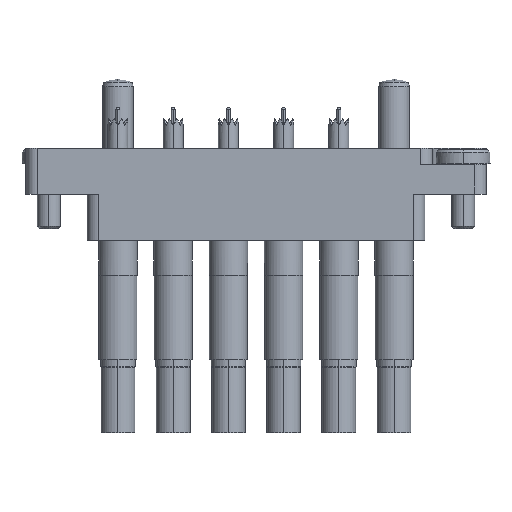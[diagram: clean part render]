
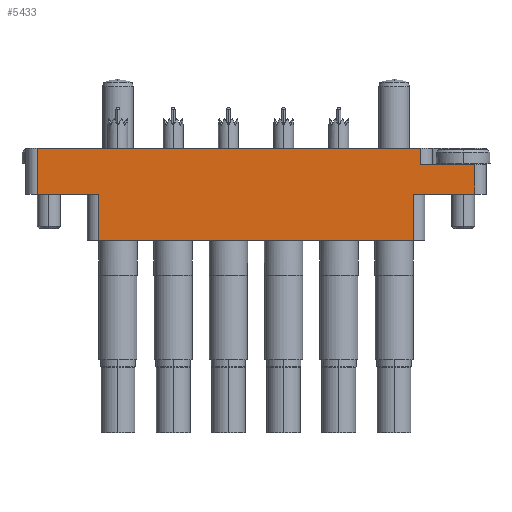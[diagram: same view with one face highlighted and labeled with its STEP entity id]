
A CAD part, left-side view. The second image highlights one B-rep face of the part: STEP entity #5433.
In plain terms, the highlighted face is planar.
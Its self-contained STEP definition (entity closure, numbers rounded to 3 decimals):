
#28 = DIRECTION ( 'NONE',  ( 1., 0., 0. ) ) ;
#298 = EDGE_CURVE ( 'NONE', #10042, #2898, #11548, .T. ) ;
#332 = ORIENTED_EDGE ( 'NONE', *, *, #18736, .T. ) ;
#566 = VECTOR ( 'NONE', #2665, 1000. ) ;
#800 = DIRECTION ( 'NONE',  ( -1., 0., 0. ) ) ;
#814 = ORIENTED_EDGE ( 'NONE', *, *, #16508, .T. ) ;
#1288 = DIRECTION ( 'NONE',  ( 0., 1., 0. ) ) ;
#1997 = ORIENTED_EDGE ( 'NONE', *, *, #17423, .F. ) ;
#2665 = DIRECTION ( 'NONE',  ( -1., 0., 0. ) ) ;
#2720 = EDGE_CURVE ( 'NONE', #14329, #11601, #6608, .T. ) ;
#2898 = VERTEX_POINT ( 'NONE', #18818 ) ;
#4322 = EDGE_CURVE ( 'NONE', #8878, #25313, #7461, .T. ) ;
#4776 = DIRECTION ( 'NONE',  ( 1., 0., 0. ) ) ;
#5173 = LINE ( 'NONE', #5307, #9914 ) ;
#5280 = DIRECTION ( 'NONE',  ( 0., 1., 0. ) ) ;
#5307 = CARTESIAN_POINT ( 'NONE',  ( -30., 6., 14.35 ) ) ;
#5433 = ADVANCED_FACE ( 'NONE', ( #8805 ), #12527, .F. ) ;
#5505 = CARTESIAN_POINT ( 'NONE',  ( -28.5, 0., 14.35 ) ) ;
#5566 = CARTESIAN_POINT ( 'NONE',  ( 20.5, 0., 14.35 ) ) ;
#6479 = VECTOR ( 'NONE', #28, 1000. ) ;
#6608 = LINE ( 'NONE', #10867, #18066 ) ;
#7124 = CARTESIAN_POINT ( 'NONE',  ( 28.5, 3.9, 14.35 ) ) ;
#7461 = LINE ( 'NONE', #11330, #20265 ) ;
#8805 = FACE_OUTER_BOUND ( 'NONE', #16179, .T. ) ;
#8819 = CARTESIAN_POINT ( 'NONE',  ( 30., 0., 14.35 ) ) ;
#8878 = VERTEX_POINT ( 'NONE', #21471 ) ;
#9914 = VECTOR ( 'NONE', #4776, 1000. ) ;
#10042 = VERTEX_POINT ( 'NONE', #19156 ) ;
#10867 = CARTESIAN_POINT ( 'NONE',  ( 30., 0., 14.35 ) ) ;
#11166 = VERTEX_POINT ( 'NONE', #17133 ) ;
#11205 = DIRECTION ( 'NONE',  ( -1., 0., 0. ) ) ;
#11330 = CARTESIAN_POINT ( 'NONE',  ( -22., -6., 14.35 ) ) ;
#11386 = LINE ( 'NONE', #7124, #11941 ) ;
#11548 = LINE ( 'NONE', #23548, #12480 ) ;
#11601 = VERTEX_POINT ( 'NONE', #15630 ) ;
#11661 = CARTESIAN_POINT ( 'NONE',  ( -20.5, 0., 14.35 ) ) ;
#11781 = AXIS2_PLACEMENT_3D ( 'NONE', #16808, #20796, #800 ) ;
#11807 = ORIENTED_EDGE ( 'NONE', *, *, #15302, .F. ) ;
#11941 = VECTOR ( 'NONE', #21396, 1000. ) ;
#12167 = LINE ( 'NONE', #12294, #6479 ) ;
#12294 = CARTESIAN_POINT ( 'NONE',  ( 30., 3.9, 14.35 ) ) ;
#12480 = VECTOR ( 'NONE', #5280, 1000. ) ;
#12527 = PLANE ( 'NONE',  #11781 ) ;
#12835 = VERTEX_POINT ( 'NONE', #21427 ) ;
#13171 = EDGE_CURVE ( 'NONE', #11166, #12835, #11386, .T. ) ;
#14224 = VECTOR ( 'NONE', #1288, 1000. ) ;
#14329 = VERTEX_POINT ( 'NONE', #11661 ) ;
#14456 = EDGE_CURVE ( 'NONE', #10042, #12835, #12167, .T. ) ;
#15302 = EDGE_CURVE ( 'NONE', #11166, #16512, #18957, .T. ) ;
#15376 = LINE ( 'NONE', #5505, #19807 ) ;
#15630 = CARTESIAN_POINT ( 'NONE',  ( -28.5, 0., 14.35 ) ) ;
#16179 = EDGE_LOOP ( 'NONE', ( #21738, #814, #11807, #23425, #22737, #22265, #1997, #332, #24802, #20230 ) ) ;
#16388 = EDGE_CURVE ( 'NONE', #14329, #25313, #16913, .T. ) ;
#16508 = EDGE_CURVE ( 'NONE', #8878, #16512, #23702, .T. ) ;
#16512 = VERTEX_POINT ( 'NONE', #5566 ) ;
#16808 = CARTESIAN_POINT ( 'NONE',  ( -30., 0., 14.35 ) ) ;
#16913 = LINE ( 'NONE', #23178, #21879 ) ;
#17133 = CARTESIAN_POINT ( 'NONE',  ( 28.5, 0., 14.35 ) ) ;
#17423 = EDGE_CURVE ( 'NONE', #18657, #2898, #5173, .T. ) ;
#18066 = VECTOR ( 'NONE', #19013, 1000. ) ;
#18657 = VERTEX_POINT ( 'NONE', #22839 ) ;
#18681 = CARTESIAN_POINT ( 'NONE',  ( -20.5, -6., 14.35 ) ) ;
#18736 = EDGE_CURVE ( 'NONE', #18657, #11601, #15376, .T. ) ;
#18818 = CARTESIAN_POINT ( 'NONE',  ( 21.5, 6., 14.35 ) ) ;
#18957 = LINE ( 'NONE', #8819, #566 ) ;
#19013 = DIRECTION ( 'NONE',  ( -1., 0., 0. ) ) ;
#19156 = CARTESIAN_POINT ( 'NONE',  ( 21.5, 3.9, 14.35 ) ) ;
#19583 = CARTESIAN_POINT ( 'NONE',  ( 20.5, 0., 14.35 ) ) ;
#19807 = VECTOR ( 'NONE', #25902, 1000. ) ;
#20230 = ORIENTED_EDGE ( 'NONE', *, *, #16388, .T. ) ;
#20265 = VECTOR ( 'NONE', #11205, 1000. ) ;
#20796 = DIRECTION ( 'NONE',  ( 0., 0., -1. ) ) ;
#21396 = DIRECTION ( 'NONE',  ( 0., 1., 0. ) ) ;
#21427 = CARTESIAN_POINT ( 'NONE',  ( 28.5, 3.9, 14.35 ) ) ;
#21471 = CARTESIAN_POINT ( 'NONE',  ( 20.5, -6., 14.35 ) ) ;
#21738 = ORIENTED_EDGE ( 'NONE', *, *, #4322, .F. ) ;
#21879 = VECTOR ( 'NONE', #23037, 1000. ) ;
#22265 = ORIENTED_EDGE ( 'NONE', *, *, #298, .T. ) ;
#22737 = ORIENTED_EDGE ( 'NONE', *, *, #14456, .F. ) ;
#22839 = CARTESIAN_POINT ( 'NONE',  ( -28.5, 6., 14.35 ) ) ;
#23037 = DIRECTION ( 'NONE',  ( 0., -1., 0. ) ) ;
#23178 = CARTESIAN_POINT ( 'NONE',  ( -20.5, 0., 14.35 ) ) ;
#23425 = ORIENTED_EDGE ( 'NONE', *, *, #13171, .T. ) ;
#23548 = CARTESIAN_POINT ( 'NONE',  ( 21.5, 0., 14.35 ) ) ;
#23702 = LINE ( 'NONE', #19583, #14224 ) ;
#24802 = ORIENTED_EDGE ( 'NONE', *, *, #2720, .F. ) ;
#25313 = VERTEX_POINT ( 'NONE', #18681 ) ;
#25902 = DIRECTION ( 'NONE',  ( 0., -1., 0. ) ) ;
